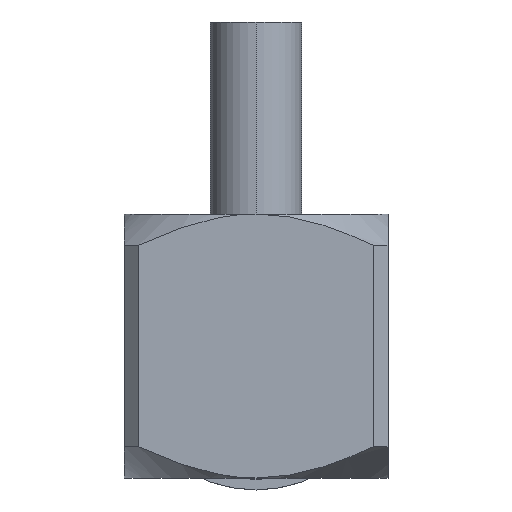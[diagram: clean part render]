
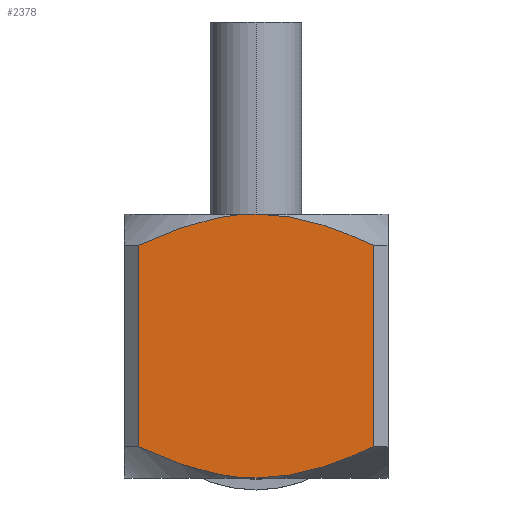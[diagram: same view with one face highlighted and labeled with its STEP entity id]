
A CAD part, front view. The second image highlights one B-rep face of the part: STEP entity #2378.
In plain terms, the highlighted planar face has unit normal (0, -1, 0).
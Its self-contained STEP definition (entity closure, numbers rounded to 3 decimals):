
#57=CARTESIAN_POINT('',(-4.9,-13.5,1.194));
#111=CARTESIAN_POINT('',(4.9,-13.5,-7.194));
#305=DIRECTION('',(0.,0.,-1.));
#306=VECTOR('',#305,8.387);
#307=CARTESIAN_POINT('',(4.9,-13.5,1.194));
#308=LINE('',#307,#306);
#309=CARTESIAN_POINT('',(0.,-13.5,-8.5));
#310=CARTESIAN_POINT('',(0.221,-13.5,-8.5));
#311=CARTESIAN_POINT('',(0.663,-13.5,-8.481));
#312=CARTESIAN_POINT('',(1.323,-13.5,-8.399));
#313=CARTESIAN_POINT('',(1.983,-13.5,-8.265));
#314=CARTESIAN_POINT('',(2.652,-13.5,-8.083));
#315=CARTESIAN_POINT('',(3.343,-13.5,-7.851));
#316=CARTESIAN_POINT('',(4.079,-13.5,-7.563));
#317=CARTESIAN_POINT('',(4.619,-13.5,-7.324));
#318=CARTESIAN_POINT('',(4.9,-13.5,-7.194));
#320=CARTESIAN_POINT('',(-4.9,-13.5,-7.194));
#321=CARTESIAN_POINT('',(-4.617,-13.5,-7.326));
#322=CARTESIAN_POINT('',(-4.072,-13.5,-7.567));
#323=CARTESIAN_POINT('',(-3.329,-13.5,-7.857));
#324=CARTESIAN_POINT('',(-2.634,-13.5,-8.088));
#325=CARTESIAN_POINT('',(-1.967,-13.5,-8.269));
#326=CARTESIAN_POINT('',(-1.31,-13.5,-8.401));
#327=CARTESIAN_POINT('',(-0.656,-13.5,-8.482));
#328=CARTESIAN_POINT('',(-0.219,-13.5,-8.5));
#329=CARTESIAN_POINT('',(0.,-13.5,-8.5));
#331=DIRECTION('',(0.,0.,1.));
#332=VECTOR('',#331,8.387);
#333=CARTESIAN_POINT('',(-4.9,-13.5,-7.194));
#334=LINE('',#333,#332);
#335=CARTESIAN_POINT('',(-4.9,-13.5,1.194));
#336=CARTESIAN_POINT('',(-4.617,-13.5,1.326));
#337=CARTESIAN_POINT('',(-4.072,-13.5,1.567));
#338=CARTESIAN_POINT('',(-3.329,-13.5,1.857));
#339=CARTESIAN_POINT('',(-2.634,-13.5,2.088));
#340=CARTESIAN_POINT('',(-1.967,-13.5,2.269));
#341=CARTESIAN_POINT('',(-1.31,-13.5,2.401));
#342=CARTESIAN_POINT('',(-0.656,-13.5,2.482));
#343=CARTESIAN_POINT('',(-0.219,-13.5,2.5));
#344=CARTESIAN_POINT('',(0.,-13.5,2.5));
#346=CARTESIAN_POINT('',(0.,-13.5,2.5));
#347=CARTESIAN_POINT('',(0.221,-13.5,2.5));
#348=CARTESIAN_POINT('',(0.663,-13.5,2.481));
#349=CARTESIAN_POINT('',(1.323,-13.5,2.399));
#350=CARTESIAN_POINT('',(1.983,-13.5,2.265));
#351=CARTESIAN_POINT('',(2.652,-13.5,2.083));
#352=CARTESIAN_POINT('',(3.343,-13.5,1.851));
#353=CARTESIAN_POINT('',(4.079,-13.5,1.563));
#354=CARTESIAN_POINT('',(4.619,-13.5,1.324));
#355=CARTESIAN_POINT('',(4.9,-13.5,1.194));
#1864=CARTESIAN_POINT('',(0.,-13.5,-8.5));
#1866=VERTEX_POINT('',#1864);
#1870=CARTESIAN_POINT('',(0.,-13.5,2.5));
#1872=VERTEX_POINT('',#1870);
#1879=VERTEX_POINT('',#111);
#1880=CARTESIAN_POINT('',(4.9,-13.5,1.194));
#1881=VERTEX_POINT('',#1880);
#1888=VERTEX_POINT('',#57);
#1889=CARTESIAN_POINT('',(-4.9,-13.5,-7.194));
#1890=VERTEX_POINT('',#1889);
#2365=CARTESIAN_POINT('',(-5.5,-13.5,2.5));
#2366=DIRECTION('',(0.,-1.,0.));
#2367=DIRECTION('',(0.,0.,-1.));
#2368=AXIS2_PLACEMENT_3D('',#2365,#2366,#2367);
#2369=PLANE('',#2368);
#2370=ORIENTED_EDGE('',*,*,#2148,.T.);
#2371=ORIENTED_EDGE('',*,*,#2166,.F.);
#2372=ORIENTED_EDGE('',*,*,#2342,.F.);
#2373=ORIENTED_EDGE('',*,*,#2054,.T.);
#2374=ORIENTED_EDGE('',*,*,#2071,.T.);
#2375=ORIENTED_EDGE('',*,*,#2118,.T.);
#2376=EDGE_LOOP('',(#2370,#2371,#2372,#2373,#2374,#2375));
#2377=FACE_OUTER_BOUND('',#2376,.F.);
#319=B_SPLINE_CURVE_WITH_KNOTS('',3,(#309,#310,#311,#312,#313,#314,#315,#316,
#317,#318),.UNSPECIFIED.,.F.,.F.,(4,1,1,1,1,1,1,4),(0.,0.143,
0.286,0.429,0.571,0.714,
0.857,1.),.UNSPECIFIED.);
#330=B_SPLINE_CURVE_WITH_KNOTS('',3,(#320,#321,#322,#323,#324,#325,#326,#327,
#328,#329),.UNSPECIFIED.,.F.,.F.,(4,1,1,1,1,1,1,4),(0.,0.143,
0.286,0.429,0.571,0.714,
0.857,1.),.UNSPECIFIED.);
#345=B_SPLINE_CURVE_WITH_KNOTS('',3,(#335,#336,#337,#338,#339,#340,#341,#342,
#343,#344),.UNSPECIFIED.,.F.,.F.,(4,1,1,1,1,1,1,4),(0.,0.143,
0.286,0.429,0.571,0.714,
0.857,1.),.UNSPECIFIED.);
#356=B_SPLINE_CURVE_WITH_KNOTS('',3,(#346,#347,#348,#349,#350,#351,#352,#353,
#354,#355),.UNSPECIFIED.,.F.,.F.,(4,1,1,1,1,1,1,4),(0.,0.143,
0.286,0.429,0.571,0.714,
0.857,1.),.UNSPECIFIED.);
#2054=EDGE_CURVE('',#1890,#1888,#334,.T.);
#2071=EDGE_CURVE('',#1888,#1872,#345,.T.);
#2118=EDGE_CURVE('',#1872,#1881,#356,.T.);
#2148=EDGE_CURVE('',#1881,#1879,#308,.T.);
#2166=EDGE_CURVE('',#1866,#1879,#319,.T.);
#2342=EDGE_CURVE('',#1890,#1866,#330,.T.);
#2378=ADVANCED_FACE('',(#2377),#2369,.T.);
